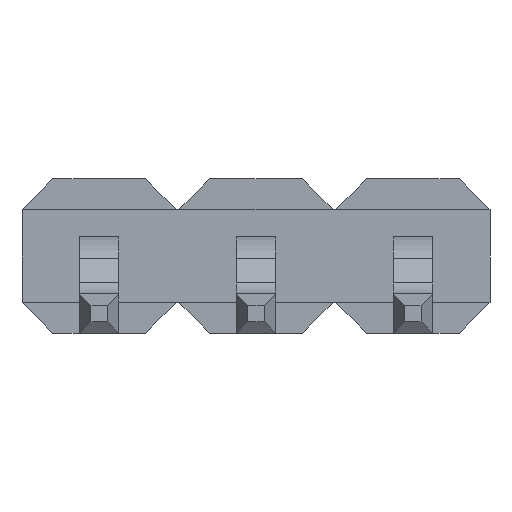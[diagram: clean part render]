
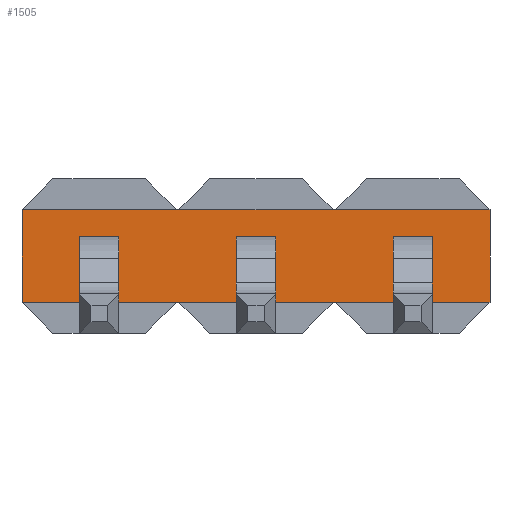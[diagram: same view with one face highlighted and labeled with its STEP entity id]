
A CAD part, left-side view. The second image highlights one B-rep face of the part: STEP entity #1505.
In plain terms, the highlighted planar face has unit normal (-1, 0, 0).
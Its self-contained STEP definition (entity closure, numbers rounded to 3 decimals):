
#86 = VERTEX_POINT('',#87);
#87 = CARTESIAN_POINT('',(2.711,-1.25,2.));
#132 = VERTEX_POINT('',#133);
#133 = CARTESIAN_POINT('',(2.711,1.25,2.));
#179 = EDGE_CURVE('',#132,#86,#180,.T.);
#180 = LINE('',#181,#182);
#181 = CARTESIAN_POINT('',(2.711,1.3,2.));
#182 = VECTOR('',#183,1.);
#183 = DIRECTION('',(0.,-1.,0.));
#195 = EDGE_CURVE('',#86,#196,#198,.T.);
#196 = VERTEX_POINT('',#197);
#197 = CARTESIAN_POINT('',(2.711,-1.29,2.));
#198 = LINE('',#199,#200);
#199 = CARTESIAN_POINT('',(2.711,-1.2,2.));
#200 = VECTOR('',#201,1.);
#201 = DIRECTION('',(0.,-1.,0.));
#226 = EDGE_CURVE('',#132,#227,#229,.T.);
#227 = VERTEX_POINT('',#228);
#228 = CARTESIAN_POINT('',(2.711,1.25,0.5));
#229 = LINE('',#230,#231);
#230 = CARTESIAN_POINT('',(2.711,1.25,1.625));
#231 = VECTOR('',#232,1.);
#232 = DIRECTION('',(0.,0.,-1.));
#337 = VERTEX_POINT('',#338);
#338 = CARTESIAN_POINT('',(2.711,-1.25,0.5));
#406 = EDGE_CURVE('',#337,#227,#407,.T.);
#407 = LINE('',#408,#409);
#408 = CARTESIAN_POINT('',(2.711,-1.3,0.5));
#409 = VECTOR('',#410,1.);
#410 = DIRECTION('',(0.,1.,0.));
#439 = EDGE_CURVE('',#440,#337,#442,.T.);
#440 = VERTEX_POINT('',#441);
#441 = CARTESIAN_POINT('',(2.711,-1.29,0.5));
#442 = LINE('',#443,#444);
#443 = CARTESIAN_POINT('',(2.711,-1.34,0.5));
#444 = VECTOR('',#445,1.);
#445 = DIRECTION('',(0.,1.,0.));
#502 = EDGE_CURVE('',#196,#503,#505,.T.);
#503 = VERTEX_POINT('',#504);
#504 = CARTESIAN_POINT('',(2.711,-3.79,2.));
#505 = LINE('',#506,#507);
#506 = CARTESIAN_POINT('',(2.711,-1.24,2.));
#507 = VECTOR('',#508,1.);
#508 = DIRECTION('',(0.,-1.,0.));
#591 = VERTEX_POINT('',#592);
#592 = CARTESIAN_POINT('',(2.711,-3.79,0.5));
#598 = EDGE_CURVE('',#591,#440,#599,.T.);
#599 = LINE('',#600,#601);
#600 = CARTESIAN_POINT('',(2.711,-3.84,0.5));
#601 = VECTOR('',#602,1.);
#602 = DIRECTION('',(0.,1.,0.));
#717 = EDGE_CURVE('',#503,#718,#720,.T.);
#718 = VERTEX_POINT('',#719);
#719 = CARTESIAN_POINT('',(2.711,-3.83,2.));
#720 = LINE('',#721,#722);
#721 = CARTESIAN_POINT('',(2.711,-3.74,2.));
#722 = VECTOR('',#723,1.);
#723 = DIRECTION('',(0.,-1.,0.));
#748 = EDGE_CURVE('',#749,#591,#751,.T.);
#749 = VERTEX_POINT('',#750);
#750 = CARTESIAN_POINT('',(2.711,-3.83,0.5));
#751 = LINE('',#752,#753);
#752 = CARTESIAN_POINT('',(2.711,-3.88,0.5));
#753 = VECTOR('',#754,1.);
#754 = DIRECTION('',(0.,1.,0.));
#889 = EDGE_CURVE('',#718,#890,#892,.T.);
#890 = VERTEX_POINT('',#891);
#891 = CARTESIAN_POINT('',(2.711,-6.33,2.));
#892 = LINE('',#893,#894);
#893 = CARTESIAN_POINT('',(2.711,-3.78,2.));
#894 = VECTOR('',#895,1.);
#895 = DIRECTION('',(0.,-1.,0.));
#939 = VERTEX_POINT('',#940);
#940 = CARTESIAN_POINT('',(2.711,-6.33,0.5));
#946 = EDGE_CURVE('',#939,#749,#947,.T.);
#947 = LINE('',#948,#949);
#948 = CARTESIAN_POINT('',(2.711,-6.38,0.5));
#949 = VECTOR('',#950,1.);
#950 = DIRECTION('',(0.,1.,0.));
#1065 = EDGE_CURVE('',#939,#890,#1066,.T.);
#1066 = LINE('',#1067,#1068);
#1067 = CARTESIAN_POINT('',(2.711,-6.33,0.875));
#1068 = VECTOR('',#1069,1.);
#1069 = DIRECTION('',(0.,0.,1.));
#1221 = EDGE_CURVE('',#1222,#1224,#1226,.T.);
#1222 = VERTEX_POINT('',#1223);
#1223 = CARTESIAN_POINT('',(2.711,-2.858,0.933));
#1224 = VERTEX_POINT('',#1225);
#1225 = CARTESIAN_POINT('',(2.711,-2.223,0.933));
#1226 = LINE('',#1227,#1228);
#1227 = CARTESIAN_POINT('',(2.711,-2.699,0.933));
#1228 = VECTOR('',#1229,1.);
#1229 = DIRECTION('',(0.,1.,0.));
#1252 = EDGE_CURVE('',#1253,#1222,#1255,.T.);
#1253 = VERTEX_POINT('',#1254);
#1254 = CARTESIAN_POINT('',(2.711,-2.858,1.568));
#1255 = LINE('',#1256,#1257);
#1256 = CARTESIAN_POINT('',(2.711,-2.858,1.409));
#1257 = VECTOR('',#1258,1.);
#1258 = DIRECTION('',(0.,0.,-1.));
#1276 = EDGE_CURVE('',#1224,#1277,#1279,.T.);
#1277 = VERTEX_POINT('',#1278);
#1278 = CARTESIAN_POINT('',(2.711,-2.223,1.568));
#1279 = LINE('',#1280,#1281);
#1280 = CARTESIAN_POINT('',(2.711,-2.223,1.091));
#1281 = VECTOR('',#1282,1.);
#1282 = DIRECTION('',(0.,0.,1.));
#1300 = EDGE_CURVE('',#1277,#1253,#1301,.T.);
#1301 = LINE('',#1302,#1303);
#1302 = CARTESIAN_POINT('',(2.711,-2.381,1.568));
#1303 = VECTOR('',#1304,1.);
#1304 = DIRECTION('',(0.,-1.,0.));
#1317 = EDGE_CURVE('',#1318,#1320,#1322,.T.);
#1318 = VERTEX_POINT('',#1319);
#1319 = CARTESIAN_POINT('',(2.711,-5.398,0.933));
#1320 = VERTEX_POINT('',#1321);
#1321 = CARTESIAN_POINT('',(2.711,-4.763,0.933));
#1322 = LINE('',#1323,#1324);
#1323 = CARTESIAN_POINT('',(2.711,-5.239,0.933));
#1324 = VECTOR('',#1325,1.);
#1325 = DIRECTION('',(0.,1.,0.));
#1348 = EDGE_CURVE('',#1349,#1318,#1351,.T.);
#1349 = VERTEX_POINT('',#1350);
#1350 = CARTESIAN_POINT('',(2.711,-5.398,1.568));
#1351 = LINE('',#1352,#1353);
#1352 = CARTESIAN_POINT('',(2.711,-5.398,1.409));
#1353 = VECTOR('',#1354,1.);
#1354 = DIRECTION('',(0.,0.,-1.));
#1372 = EDGE_CURVE('',#1320,#1373,#1375,.T.);
#1373 = VERTEX_POINT('',#1374);
#1374 = CARTESIAN_POINT('',(2.711,-4.763,1.568));
#1375 = LINE('',#1376,#1377);
#1376 = CARTESIAN_POINT('',(2.711,-4.763,1.091));
#1377 = VECTOR('',#1378,1.);
#1378 = DIRECTION('',(0.,0.,1.));
#1396 = EDGE_CURVE('',#1373,#1349,#1397,.T.);
#1397 = LINE('',#1398,#1399);
#1398 = CARTESIAN_POINT('',(2.711,-4.921,1.568));
#1399 = VECTOR('',#1400,1.);
#1400 = DIRECTION('',(0.,-1.,0.));
#1413 = EDGE_CURVE('',#1414,#1416,#1418,.T.);
#1414 = VERTEX_POINT('',#1415);
#1415 = CARTESIAN_POINT('',(2.711,-0.318,0.933));
#1416 = VERTEX_POINT('',#1417);
#1417 = CARTESIAN_POINT('',(2.711,0.318,0.933));
#1418 = LINE('',#1419,#1420);
#1419 = CARTESIAN_POINT('',(2.711,-0.159,0.933));
#1420 = VECTOR('',#1421,1.);
#1421 = DIRECTION('',(0.,1.,0.));
#1444 = EDGE_CURVE('',#1445,#1414,#1447,.T.);
#1445 = VERTEX_POINT('',#1446);
#1446 = CARTESIAN_POINT('',(2.711,-0.318,1.568));
#1447 = LINE('',#1448,#1449);
#1448 = CARTESIAN_POINT('',(2.711,-0.318,1.409));
#1449 = VECTOR('',#1450,1.);
#1450 = DIRECTION('',(0.,0.,-1.));
#1468 = EDGE_CURVE('',#1416,#1469,#1471,.T.);
#1469 = VERTEX_POINT('',#1470);
#1470 = CARTESIAN_POINT('',(2.711,0.318,1.568));
#1471 = LINE('',#1472,#1473);
#1472 = CARTESIAN_POINT('',(2.711,0.318,1.091));
#1473 = VECTOR('',#1474,1.);
#1474 = DIRECTION('',(0.,0.,1.));
#1492 = EDGE_CURVE('',#1469,#1445,#1493,.T.);
#1493 = LINE('',#1494,#1495);
#1494 = CARTESIAN_POINT('',(2.711,0.159,1.568));
#1495 = VECTOR('',#1496,1.);
#1496 = DIRECTION('',(0.,-1.,0.));
#1505 = ADVANCED_FACE('',(#1506,#1520,#1526,#1532),#1538,.T.);
#1506 = FACE_BOUND('',#1507,.T.);
#1507 = EDGE_LOOP('',(#1508,#1509,#1510,#1511,#1512,#1513,#1514,#1515,
    #1516,#1517,#1518,#1519));
#1508 = ORIENTED_EDGE('',*,*,#226,.T.);
#1509 = ORIENTED_EDGE('',*,*,#406,.F.);
#1510 = ORIENTED_EDGE('',*,*,#439,.F.);
#1511 = ORIENTED_EDGE('',*,*,#598,.F.);
#1512 = ORIENTED_EDGE('',*,*,#748,.F.);
#1513 = ORIENTED_EDGE('',*,*,#946,.F.);
#1514 = ORIENTED_EDGE('',*,*,#1065,.T.);
#1515 = ORIENTED_EDGE('',*,*,#889,.F.);
#1516 = ORIENTED_EDGE('',*,*,#717,.F.);
#1517 = ORIENTED_EDGE('',*,*,#502,.F.);
#1518 = ORIENTED_EDGE('',*,*,#195,.F.);
#1519 = ORIENTED_EDGE('',*,*,#179,.F.);
#1520 = FACE_BOUND('',#1521,.T.);
#1521 = EDGE_LOOP('',(#1522,#1523,#1524,#1525));
#1522 = ORIENTED_EDGE('',*,*,#1317,.T.);
#1523 = ORIENTED_EDGE('',*,*,#1372,.T.);
#1524 = ORIENTED_EDGE('',*,*,#1396,.T.);
#1525 = ORIENTED_EDGE('',*,*,#1348,.T.);
#1526 = FACE_BOUND('',#1527,.T.);
#1527 = EDGE_LOOP('',(#1528,#1529,#1530,#1531));
#1528 = ORIENTED_EDGE('',*,*,#1413,.T.);
#1529 = ORIENTED_EDGE('',*,*,#1468,.T.);
#1530 = ORIENTED_EDGE('',*,*,#1492,.T.);
#1531 = ORIENTED_EDGE('',*,*,#1444,.T.);
#1532 = FACE_BOUND('',#1533,.T.);
#1533 = EDGE_LOOP('',(#1534,#1535,#1536,#1537));
#1534 = ORIENTED_EDGE('',*,*,#1221,.T.);
#1535 = ORIENTED_EDGE('',*,*,#1276,.T.);
#1536 = ORIENTED_EDGE('',*,*,#1300,.T.);
#1537 = ORIENTED_EDGE('',*,*,#1252,.T.);
#1538 = PLANE('',#1539);
#1539 = AXIS2_PLACEMENT_3D('',#1540,#1541,#1542);
#1540 = CARTESIAN_POINT('',(2.711,-2.54,1.25));
#1541 = DIRECTION('',(-1.,0.,0.));
#1542 = DIRECTION('',(0.,0.,-1.));
